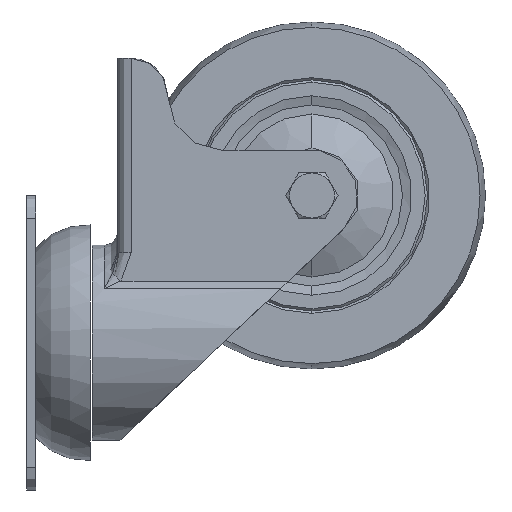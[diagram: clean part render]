
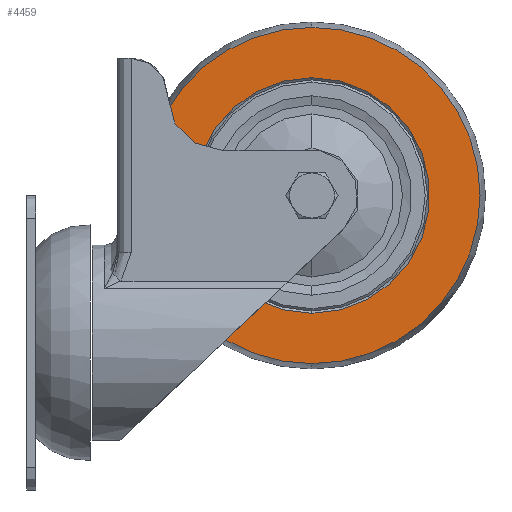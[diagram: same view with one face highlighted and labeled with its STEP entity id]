
A CAD part, left-side view. The second image highlights one B-rep face of the part: STEP entity #4459.
In plain terms, the highlighted planar face has unit normal (-1, 0, 0).
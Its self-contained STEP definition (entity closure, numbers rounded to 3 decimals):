
#125 = FACE_BOUND ( 'NONE', #466, .T. ) ;
#255 = EDGE_LOOP ( 'NONE', ( #4330, #1728 ) ) ;
#299 = CIRCLE ( 'NONE', #5234, 37.1 ) ;
#466 = EDGE_LOOP ( 'NONE', ( #3074, #3020 ) ) ;
#735 = AXIS2_PLACEMENT_3D ( 'NONE', #1296, #3192, #5151 ) ;
#754 = CARTESIAN_POINT ( 'NONE',  ( -10.96, -63.004, -4.6 ) ) ;
#966 = DIRECTION ( 'NONE',  ( -1., 0., 0. ) ) ;
#1287 = VERTEX_POINT ( 'NONE', #3531 ) ;
#1296 = CARTESIAN_POINT ( 'NONE',  ( -10.96, -63.004, 32.5 ) ) ;
#1312 = DIRECTION ( 'NONE',  ( 0., 0., 1. ) ) ;
#1728 = ORIENTED_EDGE ( 'NONE', *, *, #2007, .T. ) ;
#1754 = PLANE ( 'NONE',  #3648 ) ;
#2007 = EDGE_CURVE ( 'NONE', #2650, #3566, #4014, .T. ) ;
#2084 = AXIS2_PLACEMENT_3D ( 'NONE', #2633, #2548, #3072 ) ;
#2548 = DIRECTION ( 'NONE',  ( -1., 0., 0. ) ) ;
#2633 = CARTESIAN_POINT ( 'NONE',  ( -10.96, -63.004, 32.5 ) ) ;
#2650 = VERTEX_POINT ( 'NONE', #754 ) ;
#2684 = AXIS2_PLACEMENT_3D ( 'NONE', #5939, #966, #4475 ) ;
#2722 = DIRECTION ( 'NONE',  ( 1., 0., 0. ) ) ;
#2795 = EDGE_CURVE ( 'NONE', #1287, #5208, #5456, .T. ) ;
#3000 = CIRCLE ( 'NONE', #735, 26. ) ;
#3020 = ORIENTED_EDGE ( 'NONE', *, *, #2795, .F. ) ;
#3072 = DIRECTION ( 'NONE',  ( 0., 0., 1. ) ) ;
#3074 = ORIENTED_EDGE ( 'NONE', *, *, #3396, .F. ) ;
#3165 = DIRECTION ( 'NONE',  ( 0., 0., -1. ) ) ;
#3192 = DIRECTION ( 'NONE',  ( -1., 0., 0. ) ) ;
#3396 = EDGE_CURVE ( 'NONE', #5208, #1287, #3000, .T. ) ;
#3531 = CARTESIAN_POINT ( 'NONE',  ( -10.96, -63.004, 6.5 ) ) ;
#3566 = VERTEX_POINT ( 'NONE', #3995 ) ;
#3648 = AXIS2_PLACEMENT_3D ( 'NONE', #4129, #2722, #3165 ) ;
#3952 = FACE_OUTER_BOUND ( 'NONE', #255, .T. ) ;
#3995 = CARTESIAN_POINT ( 'NONE',  ( -10.96, -63.004, 69.6 ) ) ;
#4014 = CIRCLE ( 'NONE', #2684, 37.1 ) ;
#4129 = CARTESIAN_POINT ( 'NONE',  ( -10.96, -37.004, 32.5 ) ) ;
#4134 = EDGE_CURVE ( 'NONE', #3566, #2650, #299, .T. ) ;
#4163 = CARTESIAN_POINT ( 'NONE',  ( -10.96, -63.004, 32.5 ) ) ;
#4330 = ORIENTED_EDGE ( 'NONE', *, *, #4134, .T. ) ;
#4459 = ADVANCED_FACE ( 'NONE', ( #125, #3952 ), #1754, .F. ) ;
#4475 = DIRECTION ( 'NONE',  ( 0., 0., 1. ) ) ;
#5151 = DIRECTION ( 'NONE',  ( 0., 0., 1. ) ) ;
#5208 = VERTEX_POINT ( 'NONE', #6292 ) ;
#5234 = AXIS2_PLACEMENT_3D ( 'NONE', #4163, #6146, #1312 ) ;
#5456 = CIRCLE ( 'NONE', #2084, 26. ) ;
#5939 = CARTESIAN_POINT ( 'NONE',  ( -10.96, -63.004, 32.5 ) ) ;
#6146 = DIRECTION ( 'NONE',  ( -1., 0., 0. ) ) ;
#6292 = CARTESIAN_POINT ( 'NONE',  ( -10.96, -63.004, 58.5 ) ) ;
